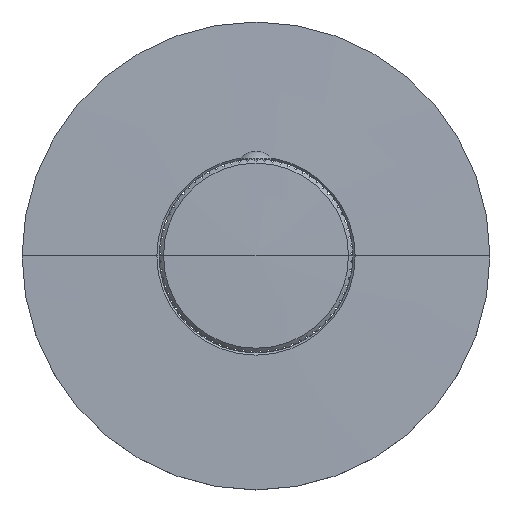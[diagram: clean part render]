
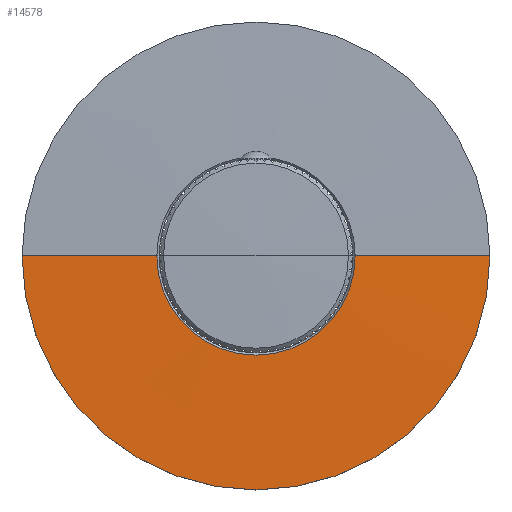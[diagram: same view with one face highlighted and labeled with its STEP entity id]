
A CAD part, top view. The second image highlights one B-rep face of the part: STEP entity #14578.
In plain terms, the highlighted conical face has half-angle 89 degrees and reference radius 39.154 mm.
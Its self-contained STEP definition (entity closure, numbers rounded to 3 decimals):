
#14115=CARTESIAN_POINT('',(0.,0.,-1.947));
#14116=DIRECTION('',(0.,0.,1.));
#14117=DIRECTION('',(-1.,0.,0.));
#14118=AXIS2_PLACEMENT_3D('',#14115,#14116,#14117);
#14120=DIRECTION('',(-1.,0.,0.017));
#14121=VECTOR('',#14120,31.696);
#14122=CARTESIAN_POINT('',(55.,0.,-2.5));
#14123=LINE('',#14122,#14121);
#14124=CARTESIAN_POINT('',(0.,0.,-2.5));
#14125=DIRECTION('',(0.,0.,1.));
#14126=DIRECTION('',(-1.,0.,0.));
#14127=AXIS2_PLACEMENT_3D('',#14124,#14125,#14126);
#14129=DIRECTION('',(1.,0.,0.017));
#14130=VECTOR('',#14129,31.696);
#14131=CARTESIAN_POINT('',(-55.,0.,-2.5));
#14132=LINE('',#14131,#14130);
#14260=CARTESIAN_POINT('',(-55.,0.,-2.5));
#14262=VERTEX_POINT('',#14260);
#14272=CARTESIAN_POINT('',(55.,0.,-2.5));
#14274=VERTEX_POINT('',#14272);
#14303=CARTESIAN_POINT('',(23.309,0.,
-1.947));
#14304=CARTESIAN_POINT('',(-23.309,0.,-1.947));
#14305=VERTEX_POINT('',#14303);
#14306=VERTEX_POINT('',#14304);
#14564=CARTESIAN_POINT('',(0.,0.,-2.223));
#14565=DIRECTION('',(0.,0.,-1.));
#14566=DIRECTION('',(1.,0.,0.));
#14567=AXIS2_PLACEMENT_3D('',#14564,#14565,#14566);
#14568=CONICAL_SURFACE('',#14567,39.154,89.);
#14570=ORIENTED_EDGE('',*,*,#14569,.T.);
#14572=ORIENTED_EDGE('',*,*,#14571,.F.);
#14573=ORIENTED_EDGE('',*,*,#14550,.F.);
#14575=ORIENTED_EDGE('',*,*,#14574,.T.);
#14576=EDGE_LOOP('',(#14570,#14572,#14573,#14575));
#14577=FACE_OUTER_BOUND('',#14576,.F.);
#14578=ADVANCED_FACE('',(#14577),#14568,.T.);
#14119=CIRCLE('',#14118,23.309);
#14128=CIRCLE('',#14127,55.);
#14550=EDGE_CURVE('',#14262,#14274,#14128,.T.);
#14569=EDGE_CURVE('',#14306,#14305,#14119,.T.);
#14571=EDGE_CURVE('',#14274,#14305,#14123,.T.);
#14574=EDGE_CURVE('',#14262,#14306,#14132,.T.);
